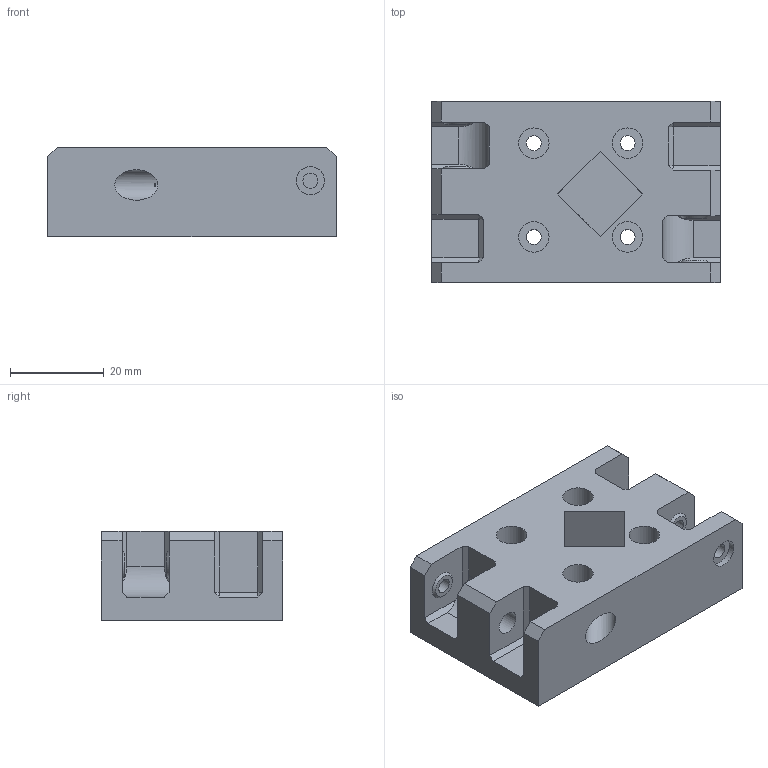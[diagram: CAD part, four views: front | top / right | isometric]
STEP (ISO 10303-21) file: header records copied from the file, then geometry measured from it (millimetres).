
FILE_DESCRIPTION(/* description */ (''),/* implementation_level */ '2;1');
FILE_NAME(/* name */ '1-Xaxis_Mount_Right v2 v2.step',/* time_stamp */ '2019-09-14T12:50:17-04:00',/* author */ (''),/* organization */ (''),/* preprocessor_version */ 'ST-DEVELOPER v18',/* originating_system */ 'Autodesk Translation Framework v8.6.0.1094',/* authorisation */ '');
FILE_SCHEMA (('AUTOMOTIVE_DESIGN { 1 0 10303 214 3 1 1 }'));
Length unit declared in the file: millimetre
Products named in the file (1): 1-Xaxis_Mount_Right v2
Bounding box: 61.5 x 38.6 x 19 mm (x, y, z)
Volume: 34809.4 mm3; surface area: 11718.1 mm2
Topology: 1 solids, 1 shells, 92 faces, 219 edges, 143 vertices
Faces by surface type: plane 68, cylinder 20, cone 4
Full cylindrical faces by diameter (mm): 3 x1, 3.2 x8, 5 x2, 6 x2, 6.5 x5
Entity records: 2753 total; most frequent: CARTESIAN_POINT 488, DIRECTION 462, ORIENTED_EDGE 438, EDGE_CURVE 219, LINE 160, VECTOR 160, AXIS2_PLACEMENT_3D 151, VERTEX_POINT 143
